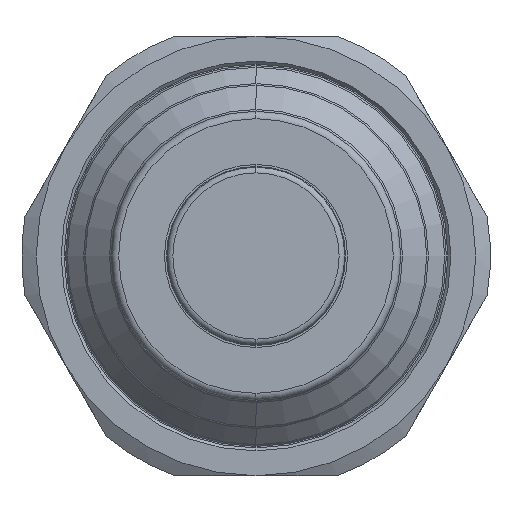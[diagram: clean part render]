
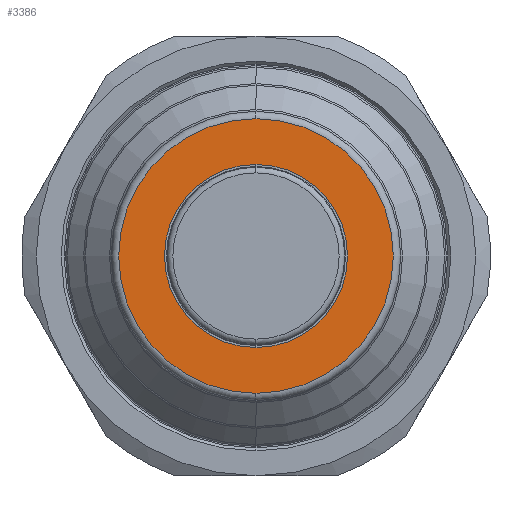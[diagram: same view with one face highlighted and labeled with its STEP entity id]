
A CAD part, left-side view. The second image highlights one B-rep face of the part: STEP entity #3386.
In plain terms, the highlighted planar face has unit normal (-1, 0, 0).
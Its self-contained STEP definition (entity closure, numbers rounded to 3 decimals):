
#1 = DIRECTION ( 'NONE',  ( -1., 0., 0. ) ) ;
#2 = DIRECTION ( 'NONE',  ( 0., 0., 1. ) ) ;
#144 = CARTESIAN_POINT ( 'NONE',  ( 0., 0., 0. ) ) ;
#145 = DIRECTION ( 'NONE',  ( -1., 0., 0. ) ) ;
#146 = DIRECTION ( 'NONE',  ( 0., 0., 1. ) ) ;
#155 = CARTESIAN_POINT ( 'NONE',  ( 0., 0., 0. ) ) ;
#200 = CARTESIAN_POINT ( 'NONE',  ( 0., 0., 9.375 ) ) ;
#206 = CARTESIAN_POINT ( 'NONE',  ( 0., 0., 6.25 ) ) ;
#211 = CARTESIAN_POINT ( 'NONE',  ( 0., 0., -9.375 ) ) ;
#654 = VERTEX_POINT ( 'NONE', #826 ) ;
#707 = VERTEX_POINT ( 'NONE', #200 ) ;
#713 = VERTEX_POINT ( 'NONE', #206 ) ;
#718 = VERTEX_POINT ( 'NONE', #211 ) ;
#826 = CARTESIAN_POINT ( 'NONE',  ( 0., 0., -6.25 ) ) ;
#1055 = PLANE ( 'NONE',  #2661 ) ;
#1056 = CARTESIAN_POINT ( 'NONE',  ( 0., 6.614, 0. ) ) ;
#1057 = DIRECTION ( 'NONE',  ( -1., 0., 0. ) ) ;
#1058 = DIRECTION ( 'NONE',  ( 0., 0., 1. ) ) ;
#1438 = CARTESIAN_POINT ( 'NONE',  ( 0., 0., 0. ) ) ;
#1439 = DIRECTION ( 'NONE',  ( -1., 0., 0. ) ) ;
#1440 = DIRECTION ( 'NONE',  ( 0., 0., 1. ) ) ;
#1441 = CARTESIAN_POINT ( 'NONE',  ( 0., 0., 0. ) ) ;
#1442 = DIRECTION ( 'NONE',  ( -1., 0., 0. ) ) ;
#1443 = DIRECTION ( 'NONE',  ( 0., 0., 1. ) ) ;
#1766 = EDGE_CURVE ( 'NONE', #718, #707, #3682, .T. ) ;
#1767 = EDGE_CURVE ( 'NONE', #713, #654, #3683, .T. ) ;
#2118 = FACE_OUTER_BOUND ( 'NONE', #2747, .T. ) ;
#2119 = FACE_BOUND ( 'NONE', #2748, .T. ) ;
#2275 = EDGE_CURVE ( 'NONE', #654, #713, #3817, .T. ) ;
#2279 = EDGE_CURVE ( 'NONE', #707, #718, #3821, .T. ) ;
#2661 = AXIS2_PLACEMENT_3D ( 'NONE', #1056, #1057, #1058 ) ;
#2747 = EDGE_LOOP ( 'NONE', ( #3166, #3167 ) ) ;
#2748 = EDGE_LOOP ( 'NONE', ( #3168, #3169 ) ) ;
#3108 = AXIS2_PLACEMENT_3D ( 'NONE', #144, #145, #146 ) ;
#3111 = AXIS2_PLACEMENT_3D ( 'NONE', #155, #1, #2 ) ;
#3166 = ORIENTED_EDGE ( 'NONE', *, *, #2279, .T. ) ;
#3167 = ORIENTED_EDGE ( 'NONE', *, *, #1766, .T. ) ;
#3168 = ORIENTED_EDGE ( 'NONE', *, *, #1767, .F. ) ;
#3169 = ORIENTED_EDGE ( 'NONE', *, *, #2275, .F. ) ;
#3272 = AXIS2_PLACEMENT_3D ( 'NONE', #1438, #1439, #1440 ) ;
#3273 = AXIS2_PLACEMENT_3D ( 'NONE', #1441, #1442, #1443 ) ;
#3386 = ADVANCED_FACE ( 'NONE', ( #2118, #2119 ), #1055, .T. ) ;
#3682 = CIRCLE ( 'NONE', #3272, 9.375 ) ;
#3683 = CIRCLE ( 'NONE', #3273, 6.25 ) ;
#3817 = CIRCLE ( 'NONE', #3108, 6.25 ) ;
#3821 = CIRCLE ( 'NONE', #3111, 9.375 ) ;
